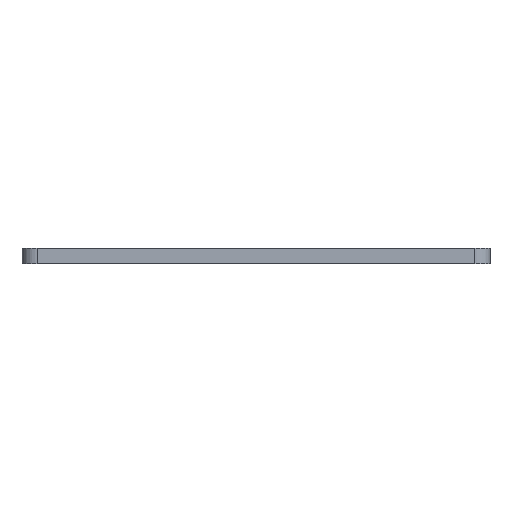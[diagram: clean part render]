
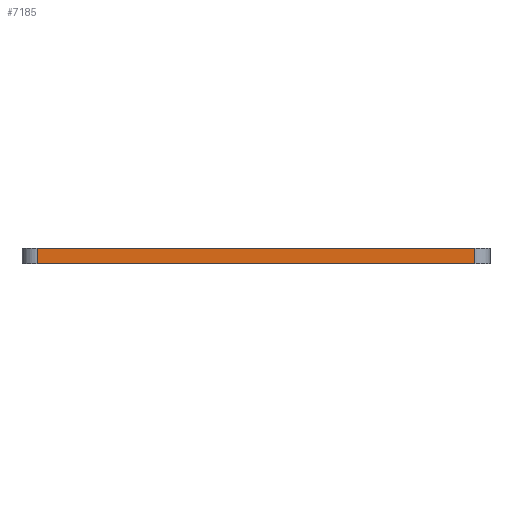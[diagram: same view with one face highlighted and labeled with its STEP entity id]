
A CAD part, front view. The second image highlights one B-rep face of the part: STEP entity #7185.
In plain terms, the highlighted planar face has unit normal (0, -1, 0).
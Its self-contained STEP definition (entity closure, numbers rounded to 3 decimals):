
#1300=ORIENTED_EDGE('',*,*,#2974,.F.);
#1301=ORIENTED_EDGE('',*,*,#2975,.T.);
#1302=ORIENTED_EDGE('',*,*,#2976,.T.);
#1303=ORIENTED_EDGE('',*,*,#2977,.T.);
#2974=EDGE_CURVE('',#3652,#3653,#4634,.T.);
#2975=EDGE_CURVE('',#3652,#3654,#4635,.F.);
#2976=EDGE_CURVE('',#3654,#3655,#4636,.T.);
#2977=EDGE_CURVE('',#3655,#3653,#4637,.T.);
#3652=VERTEX_POINT('',#11149);
#3653=VERTEX_POINT('',#11150);
#3654=VERTEX_POINT('',#11152);
#3655=VERTEX_POINT('',#11154);
#4634=LINE('',#11148,#5622);
#4635=LINE('',#11151,#5623);
#4636=LINE('',#11153,#5624);
#4637=LINE('',#11155,#5625);
#5622=VECTOR('',#9155,1000.);
#5623=VECTOR('',#9156,1000.);
#5624=VECTOR('',#9157,1000.);
#5625=VECTOR('',#9158,1000.);
#5971=EDGE_LOOP('',(#1300,#1301,#1302,#1303));
#6413=FACE_BOUND('',#5971,.T.);
#6855=PLANE('',#7532);
#7185=ADVANCED_FACE('',(#6413),#6855,.T.);
#7532=AXIS2_PLACEMENT_3D('',#11147,#9153,#9154);
#9153=DIRECTION('',(0.,-1.,0.));
#9154=DIRECTION('',(0.,0.,-1.));
#9155=DIRECTION('',(1.,0.,0.));
#9156=DIRECTION('',(0.,0.,1.));
#9157=DIRECTION('',(1.,0.,0.));
#9158=DIRECTION('',(0.,0.,1.));
#11147=CARTESIAN_POINT('',(84.977,-58.041,-2.));
#11148=CARTESIAN_POINT('',(84.977,-58.041,0.));
#11149=CARTESIAN_POINT('',(56.377,-58.041,0.));
#11150=CARTESIAN_POINT('',(113.577,-58.041,0.));
#11151=CARTESIAN_POINT('',(56.377,-58.041,-2.));
#11152=CARTESIAN_POINT('',(56.377,-58.041,-2.));
#11153=CARTESIAN_POINT('',(84.977,-58.041,-2.));
#11154=CARTESIAN_POINT('',(113.577,-58.041,-2.));
#11155=CARTESIAN_POINT('',(113.577,-58.041,0.));
